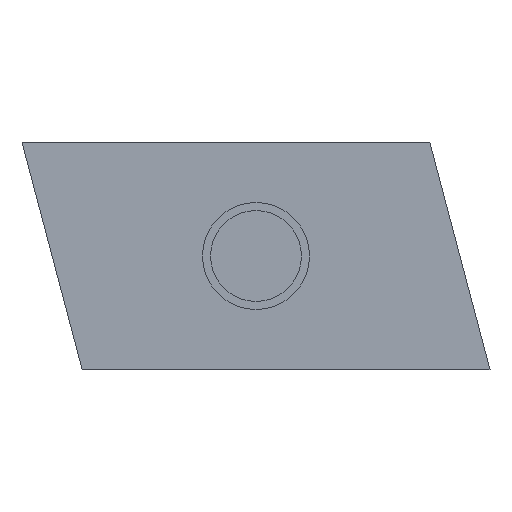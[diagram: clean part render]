
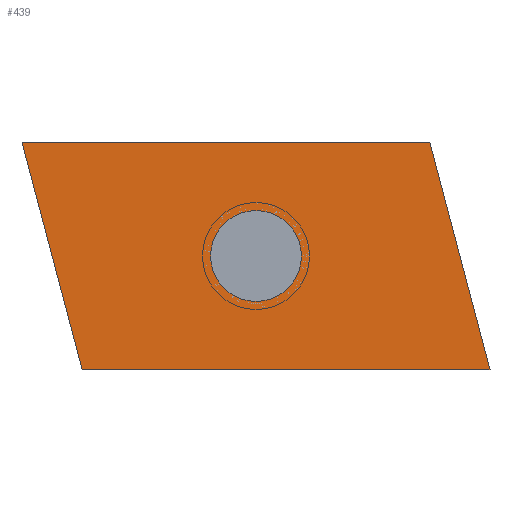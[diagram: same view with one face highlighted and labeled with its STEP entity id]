
A CAD part, front view. The second image highlights one B-rep face of the part: STEP entity #439.
In plain terms, the highlighted planar face has unit normal (0, -1, 0).
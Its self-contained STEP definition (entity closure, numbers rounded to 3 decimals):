
#2 = DIRECTION ( 'NONE',  ( 0., 1., 0. ) ) ;
#31 = EDGE_CURVE ( 'NONE', #971, #286, #119, .T. ) ;
#46 = VECTOR ( 'NONE', #150, 1000. ) ;
#50 = CARTESIAN_POINT ( 'NONE',  ( 0., 0., 3.4 ) ) ;
#89 = CARTESIAN_POINT ( 'NONE',  ( 17.5, 0., -8.5 ) ) ;
#105 = ORIENTED_EDGE ( 'NONE', *, *, #977, .F. ) ;
#119 = LINE ( 'NONE', #831, #355 ) ;
#142 = CARTESIAN_POINT ( 'NONE',  ( 0., 0., 0. ) ) ;
#150 = DIRECTION ( 'NONE',  ( 1., 0., 0. ) ) ;
#188 = CARTESIAN_POINT ( 'NONE',  ( -13., 0., -8.5 ) ) ;
#196 = EDGE_CURVE ( 'NONE', #588, #588, #378, .T. ) ;
#202 = DIRECTION ( 'NONE',  ( 0.256, 0., -0.967 ) ) ;
#214 = DIRECTION ( 'NONE',  ( -1., 0., 0. ) ) ;
#220 = FACE_BOUND ( 'NONE', #1014, .T. ) ;
#286 = VERTEX_POINT ( 'NONE', #734 ) ;
#322 = LINE ( 'NONE', #1117, #1107 ) ;
#355 = VECTOR ( 'NONE', #562, 1000. ) ;
#378 = CIRCLE ( 'NONE', #1033, 3.4 ) ;
#402 = AXIS2_PLACEMENT_3D ( 'NONE', #142, #697, #519 ) ;
#439 = ADVANCED_FACE ( 'NONE', ( #220, #583 ), #848, .F. ) ;
#446 = DIRECTION ( 'NONE',  ( 0., 0., 1. ) ) ;
#451 = VECTOR ( 'NONE', #202, 1000. ) ;
#468 = VERTEX_POINT ( 'NONE', #89 ) ;
#519 = DIRECTION ( 'NONE',  ( 0., 0., 1. ) ) ;
#541 = CARTESIAN_POINT ( 'NONE',  ( 0., 0., 0. ) ) ;
#542 = CARTESIAN_POINT ( 'NONE',  ( 13., 0., 8.5 ) ) ;
#562 = DIRECTION ( 'NONE',  ( -0.256, 0., 0.967 ) ) ;
#563 = ORIENTED_EDGE ( 'NONE', *, *, #728, .F. ) ;
#583 = FACE_OUTER_BOUND ( 'NONE', #782, .T. ) ;
#588 = VERTEX_POINT ( 'NONE', #50 ) ;
#608 = LINE ( 'NONE', #635, #451 ) ;
#635 = CARTESIAN_POINT ( 'NONE',  ( 17.5, 0., -8.5 ) ) ;
#649 = ORIENTED_EDGE ( 'NONE', *, *, #888, .F. ) ;
#697 = DIRECTION ( 'NONE',  ( 0., 1., 0. ) ) ;
#698 = ORIENTED_EDGE ( 'NONE', *, *, #196, .T. ) ;
#708 = CARTESIAN_POINT ( 'NONE',  ( -17.5, 0., 8.5 ) ) ;
#728 = EDGE_CURVE ( 'NONE', #819, #468, #608, .T. ) ;
#734 = CARTESIAN_POINT ( 'NONE',  ( -17.5, 0., 8.5 ) ) ;
#778 = LINE ( 'NONE', #708, #46 ) ;
#782 = EDGE_LOOP ( 'NONE', ( #926, #649, #563, #105 ) ) ;
#819 = VERTEX_POINT ( 'NONE', #542 ) ;
#831 = CARTESIAN_POINT ( 'NONE',  ( -13., 0., -8.5 ) ) ;
#848 = PLANE ( 'NONE',  #402 ) ;
#888 = EDGE_CURVE ( 'NONE', #468, #971, #322, .T. ) ;
#926 = ORIENTED_EDGE ( 'NONE', *, *, #31, .F. ) ;
#971 = VERTEX_POINT ( 'NONE', #188 ) ;
#977 = EDGE_CURVE ( 'NONE', #286, #819, #778, .T. ) ;
#1014 = EDGE_LOOP ( 'NONE', ( #698 ) ) ;
#1033 = AXIS2_PLACEMENT_3D ( 'NONE', #541, #2, #446 ) ;
#1107 = VECTOR ( 'NONE', #214, 1000. ) ;
#1117 = CARTESIAN_POINT ( 'NONE',  ( -13., 0., -8.5 ) ) ;
